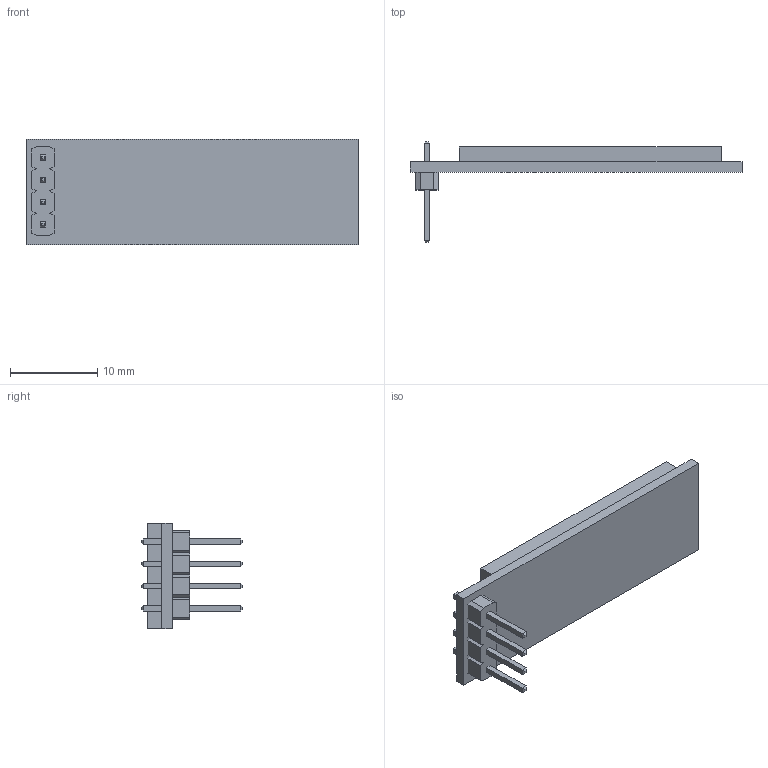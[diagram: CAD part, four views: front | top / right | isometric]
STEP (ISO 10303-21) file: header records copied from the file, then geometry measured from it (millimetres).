
FILE_DESCRIPTION(/* description */ (''),/* implementation_level */ '2;1');
FILE_NAME(/* name */ 'Pantalla v2.step',/* time_stamp */ '2020-11-12T16:30:30-06:00',/* author */ (''),/* organization */ (''),/* preprocessor_version */ 'ST-DEVELOPER v18.1',/* originating_system */ 'Autodesk Translation Framework v9.3.0.1241',/* authorisation */ '');
FILE_SCHEMA (('AUTOMOTIVE_DESIGN { 1 0 10303 214 3 1 1 }'));
Length unit declared in the file: millimetre
Products named in the file (4): Pantalla; 61300411121_Downlaod_STP_61300411121_rev1 (1); 6130xx11121_PIN; 61300411121
Assembly tree (6 placements, depth 3):
  Pantalla
    61300411121_Downlaod_STP_61300411121_rev1 (1)
      6130xx11121_PIN  x4
      61300411121
Bounding box: 38.03 x 11.54 x 12.11 mm (x, y, z)
Volume: 1230.2 mm3; surface area: 1447.3 mm2
Topology: 6 solids, 6 shells, 128 faces, 312 edges, 196 vertices
Faces by surface type: plane 128
Entity records: 2849 total; most frequent: CARTESIAN_POINT 472, ORIENTED_EDGE 456, DIRECTION 420, LINE 228, VECTOR 228, EDGE_CURVE 228, VERTEX_POINT 148, AXIS2_PLACEMENT_3D 96
